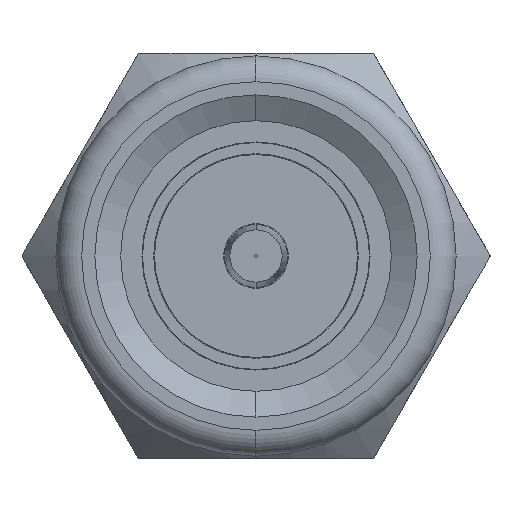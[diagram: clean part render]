
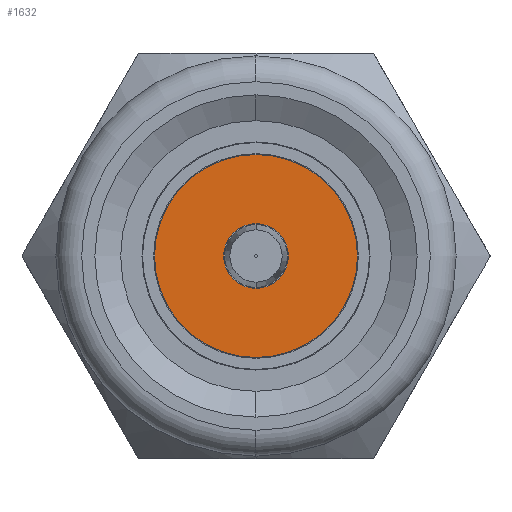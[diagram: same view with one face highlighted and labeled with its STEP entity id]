
A CAD part, left-side view. The second image highlights one B-rep face of the part: STEP entity #1632.
In plain terms, the highlighted planar face has unit normal (-1, 0, 0).
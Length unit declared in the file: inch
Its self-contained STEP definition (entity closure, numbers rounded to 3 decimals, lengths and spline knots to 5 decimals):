
#243 = ORIENTED_EDGE ( 'NONE', *, *, #2261, .T. ) ;
#402 = CARTESIAN_POINT ( 'NONE',  ( 0.11629, 0., 0. ) ) ;
#419 = EDGE_LOOP ( 'NONE', ( #3137, #2395 ) ) ;
#437 = CARTESIAN_POINT ( 'NONE',  ( 0.11629, 0., 0. ) ) ;
#497 = DIRECTION ( 'NONE',  ( 0., 0., 1. ) ) ;
#616 = CARTESIAN_POINT ( 'NONE',  ( 0.11629, 0., 0.02508 ) ) ;
#692 = DIRECTION ( 'NONE',  ( 0., 0., 1. ) ) ;
#749 = DIRECTION ( 'NONE',  ( -1., 0., 0. ) ) ;
#825 = EDGE_CURVE ( 'NONE', #4011, #2263, #2743, .T. ) ;
#894 = CARTESIAN_POINT ( 'NONE',  ( 0.11629, 0., 0.07876 ) ) ;
#1010 = AXIS2_PLACEMENT_3D ( 'NONE', #437, #1181, #1444 ) ;
#1033 = DIRECTION ( 'NONE',  ( 1., 0., 0. ) ) ;
#1181 = DIRECTION ( 'NONE',  ( -1., 0., 0. ) ) ;
#1195 = CARTESIAN_POINT ( 'NONE',  ( 0.11629, 0., 0. ) ) ;
#1444 = DIRECTION ( 'NONE',  ( 0., 0., 1. ) ) ;
#1457 = EDGE_CURVE ( 'NONE', #3217, #1594, #1857, .T. ) ;
#1594 = VERTEX_POINT ( 'NONE', #894 ) ;
#1632 = ADVANCED_FACE ( 'NONE', ( #2868, #4627 ), #2067, .F. ) ;
#1666 = AXIS2_PLACEMENT_3D ( 'NONE', #4770, #749, #2941 ) ;
#1780 = DIRECTION ( 'NONE',  ( 0., 0., -1. ) ) ;
#1857 = CIRCLE ( 'NONE', #1010, 0.07876 ) ;
#1995 = CIRCLE ( 'NONE', #3857, 0.02508 ) ;
#2067 = PLANE ( 'NONE',  #3165 ) ;
#2261 = EDGE_CURVE ( 'NONE', #1594, #3217, #4460, .T. ) ;
#2262 = ORIENTED_EDGE ( 'NONE', *, *, #1457, .T. ) ;
#2263 = VERTEX_POINT ( 'NONE', #4062 ) ;
#2333 = DIRECTION ( 'NONE',  ( -1., 0., 0. ) ) ;
#2395 = ORIENTED_EDGE ( 'NONE', *, *, #3029, .F. ) ;
#2743 = CIRCLE ( 'NONE', #2901, 0.02508 ) ;
#2816 = CARTESIAN_POINT ( 'NONE',  ( 0.11629, 0.07876, 0. ) ) ;
#2868 = FACE_BOUND ( 'NONE', #419, .T. ) ;
#2901 = AXIS2_PLACEMENT_3D ( 'NONE', #1195, #2333, #497 ) ;
#2941 = DIRECTION ( 'NONE',  ( 0., 0., 1. ) ) ;
#3029 = EDGE_CURVE ( 'NONE', #2263, #4011, #1995, .T. ) ;
#3137 = ORIENTED_EDGE ( 'NONE', *, *, #825, .F. ) ;
#3165 = AXIS2_PLACEMENT_3D ( 'NONE', #2816, #1033, #1780 ) ;
#3217 = VERTEX_POINT ( 'NONE', #3627 ) ;
#3273 = DIRECTION ( 'NONE',  ( -1., 0., 0. ) ) ;
#3627 = CARTESIAN_POINT ( 'NONE',  ( 0.11629, 0., -0.07876 ) ) ;
#3857 = AXIS2_PLACEMENT_3D ( 'NONE', #402, #3273, #692 ) ;
#4011 = VERTEX_POINT ( 'NONE', #616 ) ;
#4059 = EDGE_LOOP ( 'NONE', ( #243, #2262 ) ) ;
#4062 = CARTESIAN_POINT ( 'NONE',  ( 0.11629, 0., -0.02508 ) ) ;
#4460 = CIRCLE ( 'NONE', #1666, 0.07876 ) ;
#4627 = FACE_OUTER_BOUND ( 'NONE', #4059, .T. ) ;
#4770 = CARTESIAN_POINT ( 'NONE',  ( 0.11629, 0., 0. ) ) ;
